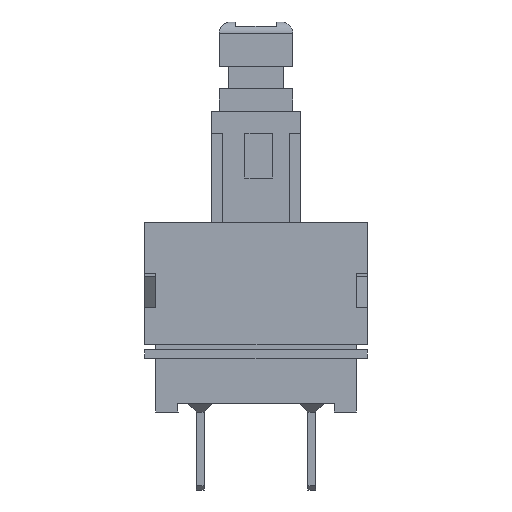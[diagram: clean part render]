
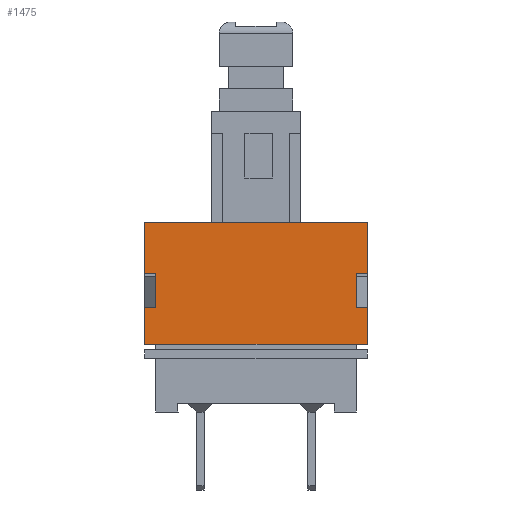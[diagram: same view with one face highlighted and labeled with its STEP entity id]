
A CAD part, front view. The second image highlights one B-rep face of the part: STEP entity #1475.
In plain terms, the highlighted planar face has unit normal (0, -1, 0).
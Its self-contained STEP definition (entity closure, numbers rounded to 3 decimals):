
#12 = ORIENTED_EDGE ( 'NONE', *, *, #3814, .T. ) ;
#37 = LINE ( 'NONE', #2053, #803 ) ;
#59 = LINE ( 'NONE', #2076, #3209 ) ;
#60 = VERTEX_POINT ( 'NONE', #4221 ) ;
#151 = LINE ( 'NONE', #2173, #5658 ) ;
#157 = EDGE_CURVE ( 'NONE', #60, #2080, #6450, .T. ) ;
#312 = LINE ( 'NONE', #2330, #5558 ) ;
#462 = ORIENTED_EDGE ( 'NONE', *, *, #2552, .F. ) ;
#639 = CARTESIAN_POINT ( 'NONE',  ( -5., -5., 4.7 ) ) ;
#726 = EDGE_LOOP ( 'NONE', ( #5732, #923, #3050, #4406, #4393, #5642, #3279, #912, #12, #462, #4738, #2541 ) ) ;
#803 = VECTOR ( 'NONE', #4070, 1000. ) ;
#841 = CARTESIAN_POINT ( 'NONE',  ( 5., -5., 8.5 ) ) ;
#844 = EDGE_CURVE ( 'NONE', #4707, #60, #1271, .T. ) ;
#904 = VECTOR ( 'NONE', #5917, 1000. ) ;
#912 = ORIENTED_EDGE ( 'NONE', *, *, #844, .F. ) ;
#923 = ORIENTED_EDGE ( 'NONE', *, *, #5725, .T. ) ;
#943 = LINE ( 'NONE', #2957, #2490 ) ;
#966 = CARTESIAN_POINT ( 'NONE',  ( 5., -5., 3.05 ) ) ;
#976 = VERTEX_POINT ( 'NONE', #1988 ) ;
#1049 = VECTOR ( 'NONE', #3925, 1000. ) ;
#1271 = LINE ( 'NONE', #3288, #5296 ) ;
#1475 = ADVANCED_FACE ( 'NONE', ( #3469 ), #5492, .F. ) ;
#1665 = EDGE_CURVE ( 'NONE', #976, #6051, #1890, .T. ) ;
#1890 = LINE ( 'NONE', #3898, #904 ) ;
#1916 = CARTESIAN_POINT ( 'NONE',  ( 4.5, -5., 4.7 ) ) ;
#1988 = CARTESIAN_POINT ( 'NONE',  ( 5., -5., 3.05 ) ) ;
#2053 = CARTESIAN_POINT ( 'NONE',  ( -5., -5., 3.05 ) ) ;
#2076 = CARTESIAN_POINT ( 'NONE',  ( -5., -5., 3.05 ) ) ;
#2080 = VERTEX_POINT ( 'NONE', #4576 ) ;
#2092 = CARTESIAN_POINT ( 'NONE',  ( 5., -5., 4.7 ) ) ;
#2103 = LINE ( 'NONE', #4114, #4891 ) ;
#2162 = AXIS2_PLACEMENT_3D ( 'NONE', #966, #2984, #4996 ) ;
#2173 = CARTESIAN_POINT ( 'NONE',  ( -4.5, -5., 6.2 ) ) ;
#2212 = EDGE_CURVE ( 'NONE', #5156, #2621, #151, .T. ) ;
#2262 = LINE ( 'NONE', #4279, #4910 ) ;
#2299 = EDGE_CURVE ( 'NONE', #976, #2748, #312, .T. ) ;
#2330 = CARTESIAN_POINT ( 'NONE',  ( 5., -5., 3.05 ) ) ;
#2457 = CARTESIAN_POINT ( 'NONE',  ( -4.5, -5., 6.2 ) ) ;
#2490 = VECTOR ( 'NONE', #4963, 1000. ) ;
#2516 = EDGE_CURVE ( 'NONE', #3245, #2621, #2262, .T. ) ;
#2541 = ORIENTED_EDGE ( 'NONE', *, *, #2212, .T. ) ;
#2552 = EDGE_CURVE ( 'NONE', #5439, #5149, #5364, .T. ) ;
#2621 = VERTEX_POINT ( 'NONE', #2457 ) ;
#2748 = VERTEX_POINT ( 'NONE', #2092 ) ;
#2854 = DIRECTION ( 'NONE',  ( 1., 0., 0. ) ) ;
#2957 = CARTESIAN_POINT ( 'NONE',  ( 5., -5., 3.05 ) ) ;
#2984 = DIRECTION ( 'NONE',  ( 0., 1., 0. ) ) ;
#3050 = ORIENTED_EDGE ( 'NONE', *, *, #3154, .F. ) ;
#3154 = EDGE_CURVE ( 'NONE', #6051, #5453, #37, .T. ) ;
#3175 = CARTESIAN_POINT ( 'NONE',  ( -5., -5., 3.05 ) ) ;
#3179 = CARTESIAN_POINT ( 'NONE',  ( -4.5, -5., 4.7 ) ) ;
#3209 = VECTOR ( 'NONE', #4086, 1000. ) ;
#3245 = VERTEX_POINT ( 'NONE', #4546 ) ;
#3279 = ORIENTED_EDGE ( 'NONE', *, *, #157, .F. ) ;
#3288 = CARTESIAN_POINT ( 'NONE',  ( 5., -5., 6.2 ) ) ;
#3425 = VECTOR ( 'NONE', #2854, 1000. ) ;
#3469 = FACE_OUTER_BOUND ( 'NONE', #726, .T. ) ;
#3814 = EDGE_CURVE ( 'NONE', #4707, #5149, #943, .T. ) ;
#3898 = CARTESIAN_POINT ( 'NONE',  ( 5., -5., 3.05 ) ) ;
#3925 = DIRECTION ( 'NONE',  ( 0., 0., -1. ) ) ;
#4070 = DIRECTION ( 'NONE',  ( 0., 0., 1. ) ) ;
#4086 = DIRECTION ( 'NONE',  ( 0., 0., 1. ) ) ;
#4114 = CARTESIAN_POINT ( 'NONE',  ( 5., -5., 4.7 ) ) ;
#4180 = DIRECTION ( 'NONE',  ( 1., 0., 0. ) ) ;
#4221 = CARTESIAN_POINT ( 'NONE',  ( 4.5, -5., 6.2 ) ) ;
#4279 = CARTESIAN_POINT ( 'NONE',  ( -4.5, -5., 4.7 ) ) ;
#4341 = DIRECTION ( 'NONE',  ( 0., 0., 1. ) ) ;
#4393 = ORIENTED_EDGE ( 'NONE', *, *, #2299, .T. ) ;
#4406 = ORIENTED_EDGE ( 'NONE', *, *, #1665, .F. ) ;
#4436 = EDGE_CURVE ( 'NONE', #5156, #5439, #59, .T. ) ;
#4472 = EDGE_CURVE ( 'NONE', #2080, #2748, #2103, .T. ) ;
#4546 = CARTESIAN_POINT ( 'NONE',  ( -4.5, -5., 4.7 ) ) ;
#4576 = CARTESIAN_POINT ( 'NONE',  ( 4.5, -5., 4.7 ) ) ;
#4621 = CARTESIAN_POINT ( 'NONE',  ( 5., -5., 8.5 ) ) ;
#4707 = VERTEX_POINT ( 'NONE', #5496 ) ;
#4738 = ORIENTED_EDGE ( 'NONE', *, *, #4436, .F. ) ;
#4891 = VECTOR ( 'NONE', #6139, 1000. ) ;
#4910 = VECTOR ( 'NONE', #6301, 1000. ) ;
#4963 = DIRECTION ( 'NONE',  ( 0., 0., 1. ) ) ;
#4988 = VECTOR ( 'NONE', #5179, 1000. ) ;
#4996 = DIRECTION ( 'NONE',  ( 1., 0., 0. ) ) ;
#5096 = CARTESIAN_POINT ( 'NONE',  ( -5., -5., 8.5 ) ) ;
#5149 = VERTEX_POINT ( 'NONE', #4621 ) ;
#5156 = VERTEX_POINT ( 'NONE', #6148 ) ;
#5179 = DIRECTION ( 'NONE',  ( -1., 0., 0. ) ) ;
#5295 = DIRECTION ( 'NONE',  ( -1., 0., 0. ) ) ;
#5296 = VECTOR ( 'NONE', #5295, 1000. ) ;
#5364 = LINE ( 'NONE', #841, #3425 ) ;
#5439 = VERTEX_POINT ( 'NONE', #5096 ) ;
#5453 = VERTEX_POINT ( 'NONE', #639 ) ;
#5492 = PLANE ( 'NONE',  #2162 ) ;
#5496 = CARTESIAN_POINT ( 'NONE',  ( 5., -5., 6.2 ) ) ;
#5558 = VECTOR ( 'NONE', #4341, 1000. ) ;
#5642 = ORIENTED_EDGE ( 'NONE', *, *, #4472, .F. ) ;
#5658 = VECTOR ( 'NONE', #4180, 1000. ) ;
#5725 = EDGE_CURVE ( 'NONE', #3245, #5453, #6197, .T. ) ;
#5732 = ORIENTED_EDGE ( 'NONE', *, *, #2516, .F. ) ;
#5917 = DIRECTION ( 'NONE',  ( -1., 0., 0. ) ) ;
#6051 = VERTEX_POINT ( 'NONE', #3175 ) ;
#6139 = DIRECTION ( 'NONE',  ( 1., 0., 0. ) ) ;
#6148 = CARTESIAN_POINT ( 'NONE',  ( -5., -5., 6.2 ) ) ;
#6197 = LINE ( 'NONE', #3179, #4988 ) ;
#6301 = DIRECTION ( 'NONE',  ( 0., 0., 1. ) ) ;
#6450 = LINE ( 'NONE', #1916, #1049 ) ;
